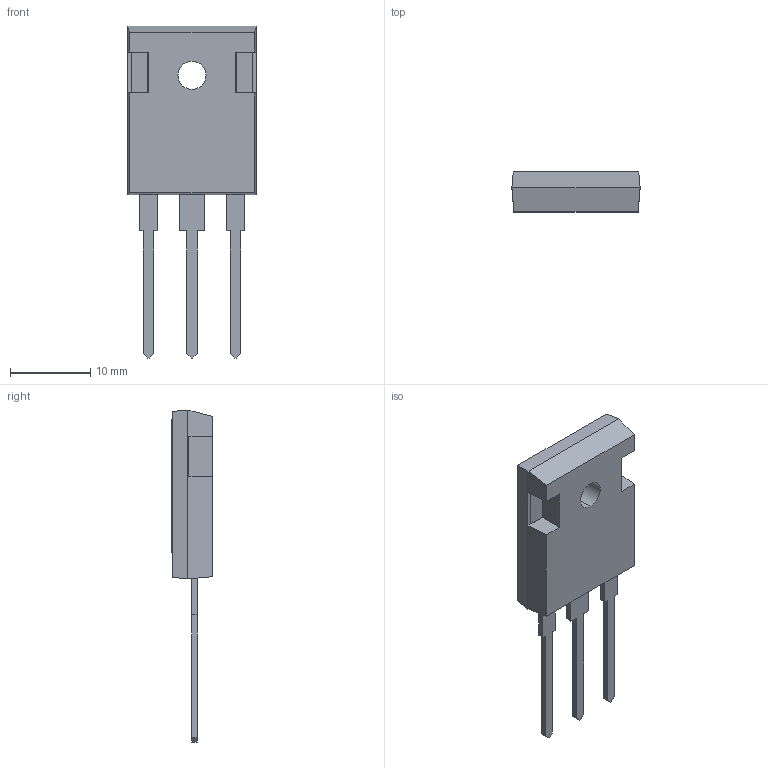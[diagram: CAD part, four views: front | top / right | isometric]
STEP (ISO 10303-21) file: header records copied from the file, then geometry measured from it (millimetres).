
FILE_DESCRIPTION (( 'STEP AP214' ), '1' );
FILE_NAME ('User Library-TO-247 CASE 340L-02 Vertical.STEP', '2014-11-04T14:52:18', ( 'Windows User' ), ( '' ), 'SwSTEP 2.0', 'SolidWorks 2014', '' );
FILE_SCHEMA (( 'AUTOMOTIVE_DESIGN' ));
Length unit declared in the file: millimetre
Products named in the file (5): User Library-TO-247 CASE 340L-02 Vertical_4; User Library-TO-247 CASE 340L-02 Vertical; User Library-TO-247 CASE 340L-02 Vertical_1; User Library-TO-247 CASE 340L-02 Vertical_2; User Library-TO-247 CASE 340L-02 Vertical_3
Assembly tree (4 placements, depth 2):
  User Library-TO-247 CASE 340L-02 Vertical
    User Library-TO-247 CASE 340L-02 Vertical_1
    User Library-TO-247 CASE 340L-02 Vertical_2
    User Library-TO-247 CASE 340L-02 Vertical_3
    User Library-TO-247 CASE 340L-02 Vertical_4
Bounding box: 16 x 5 x 41.4 mm (x, y, z)
Volume: 1573.1 mm3; surface area: 1352 mm2
Topology: 4 solids, 4 shells, 86 faces, 212 edges, 136 vertices
Faces by surface type: plane 82, cylinder 4
Entity records: 3624 total; most frequent: CARTESIAN_POINT 441, ORIENTED_EDGE 424, DIRECTION 406, EDGE_CURVE 212, LINE 204, VECTOR 204, VERTEX_POINT 136, AXIS2_PLACEMENT_3D 101
